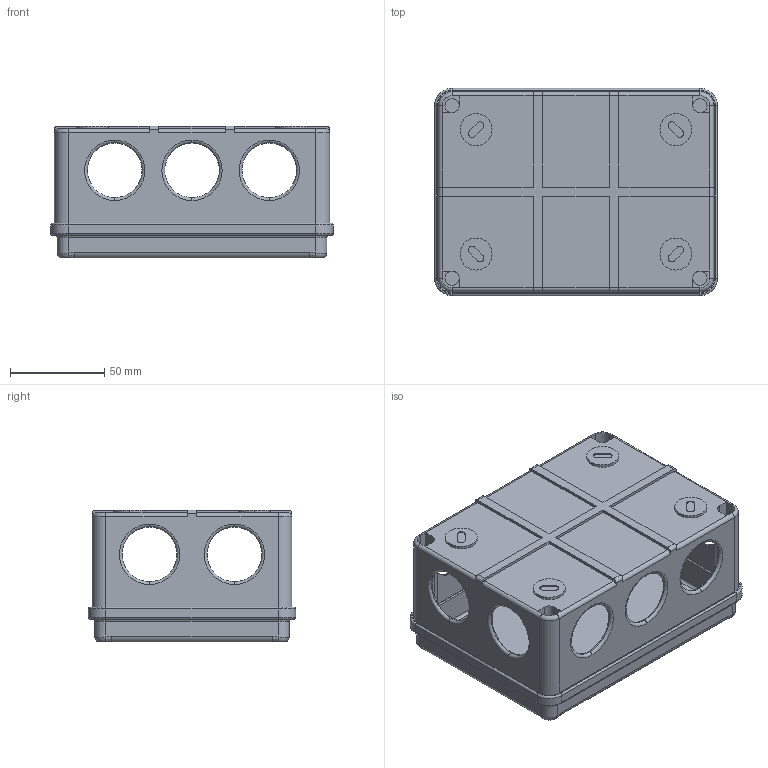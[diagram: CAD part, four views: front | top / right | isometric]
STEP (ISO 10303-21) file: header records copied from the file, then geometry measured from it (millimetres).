
FILE_DESCRIPTION (( 'STEP AP214' ), '1' );
FILE_NAME ('GE41242.STEP', '2021-11-09T09:19:38', ( '' ), ( '' ), 'SwSTEP 2.0', 'SolidWorks 2017', '' );
FILE_SCHEMA (( 'AUTOMOTIVE_DESIGN' ));
Length unit declared in the file: millimetre
Products named in the file (1): GE41242
Bounding box: 150 x 110 x 70 mm (x, y, z)
Volume: 122794.5 mm3; surface area: 142609.1 mm2
Topology: 2 solids, 2 shells, 598 faces, 1512 edges, 942 vertices
Faces by surface type: cylinder 278, plane 236, torus 68, bspline 16
Entity records: 25912 total; most frequent: CARTESIAN_POINT 4600, DIRECTION 3216, ORIENTED_EDGE 3008, EDGE_CURVE 1504, AXIS2_PLACEMENT_3D 1195, VERTEX_POINT 942, LINE 826, VECTOR 826
